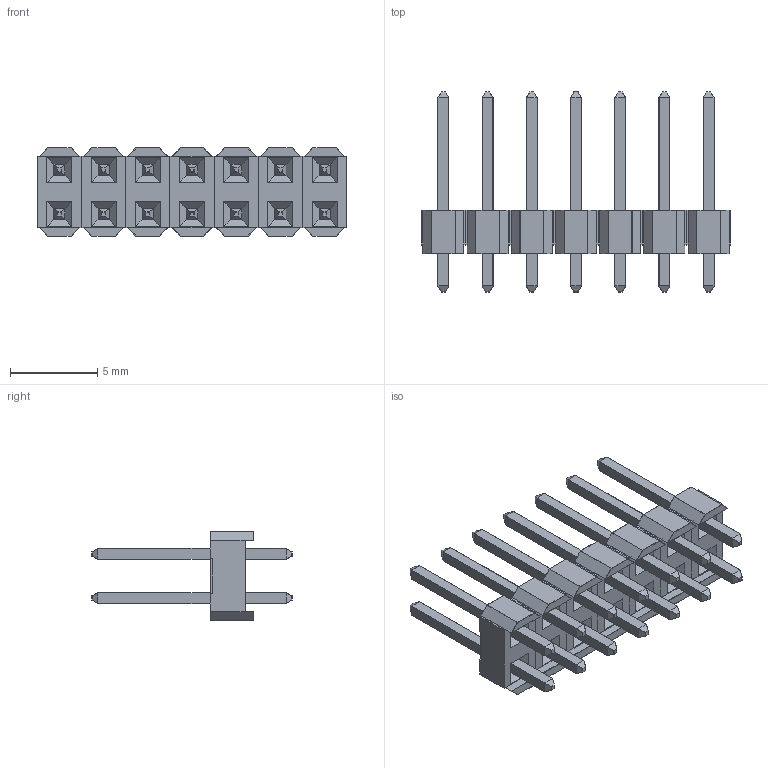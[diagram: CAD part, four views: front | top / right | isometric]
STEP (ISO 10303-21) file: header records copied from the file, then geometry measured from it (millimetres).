
FILE_DESCRIPTION (( 'STEP AP214' ), '1' );
FILE_NAME ('header-2.54-2x7.STEP', '2021-07-10T12:39:25', ( '' ), ( '' ), 'SwSTEP 2.0', 'SolidWorks 2021', '' );
FILE_SCHEMA (( 'AUTOMOTIVE_DESIGN' ));
Length unit declared in the file: millimetre
Products named in the file (3): header-2.54-pin_默认; header-2.54-2x7; header-2.54-body2_默认
Assembly tree (21 placements, depth 2):
  header-2.54-2x7
    header-2.54-body2_默认  x7
    header-2.54-pin_默认  x14
Bounding box: 17.78 x 11.5 x 5.08 mm (x, y, z)
Volume: 225.5 mm3; surface area: 864.9 mm2
Topology: 21 solids, 21 shells, 1190 faces, 2786 edges, 1624 vertices
Faces by surface type: cylinder 504, plane 490, sphere 168, torus 28
Entity records: 3834 total; most frequent: CARTESIAN_POINT 724, DIRECTION 648, ORIENTED_EDGE 600, EDGE_CURVE 300, AXIS2_PLACEMENT_3D 228, VECTOR 192, LINE 192, VERTEX_POINT 176
